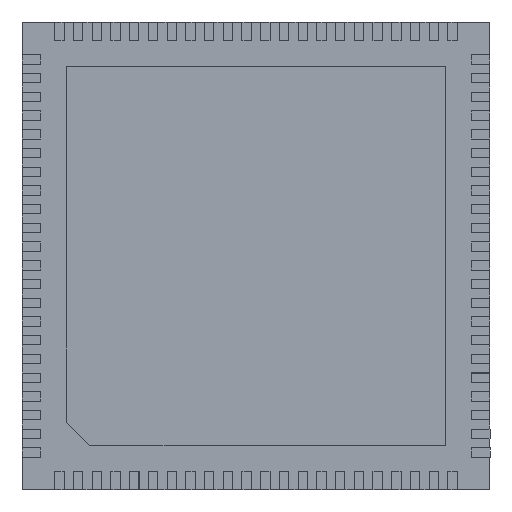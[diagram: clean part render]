
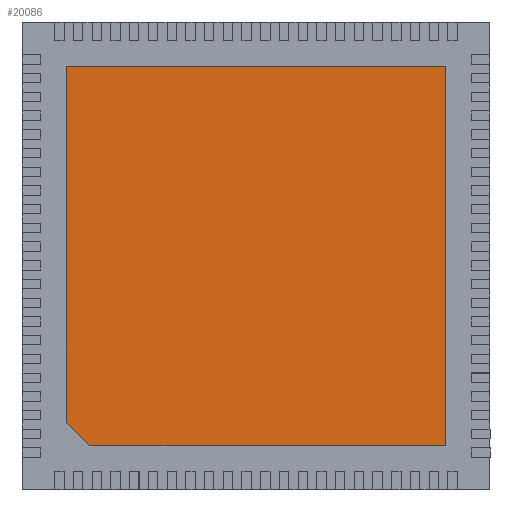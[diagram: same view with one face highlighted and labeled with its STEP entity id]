
A CAD part, front view. The second image highlights one B-rep face of the part: STEP entity #20086.
In plain terms, the highlighted planar face has unit normal (0, -1, 0).
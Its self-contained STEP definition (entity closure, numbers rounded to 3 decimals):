
#817=FACE_OUTER_BOUND('',#1991,.T.);
#1991=EDGE_LOOP('',(#12732,#12733,#12734,#12735,#12736));
#3168=LINE('',#26720,#5548);
#3172=LINE('',#26727,#5552);
#3175=LINE('',#26733,#5555);
#3178=LINE('',#26739,#5558);
#3180=LINE('',#26742,#5560);
#5548=VECTOR('',#22368,1000.);
#5552=VECTOR('',#22374,1000.);
#5555=VECTOR('',#22379,1000.);
#5558=VECTOR('',#22384,1000.);
#5560=VECTOR('',#22388,1000.);
#7928=VERTEX_POINT('',#26717);
#7929=VERTEX_POINT('',#26719);
#7931=VERTEX_POINT('',#26725);
#7933=VERTEX_POINT('',#26731);
#7935=VERTEX_POINT('',#26737);
#9844=EDGE_CURVE('',#7929,#7928,#3168,.T.);
#9848=EDGE_CURVE('',#7928,#7931,#3172,.T.);
#9851=EDGE_CURVE('',#7931,#7933,#3175,.T.);
#9854=EDGE_CURVE('',#7933,#7935,#3178,.T.);
#9856=EDGE_CURVE('',#7935,#7929,#3180,.T.);
#12732=ORIENTED_EDGE('',*,*,#9844,.T.);
#12733=ORIENTED_EDGE('',*,*,#9848,.T.);
#12734=ORIENTED_EDGE('',*,*,#9851,.T.);
#12735=ORIENTED_EDGE('',*,*,#9854,.T.);
#12736=ORIENTED_EDGE('',*,*,#9856,.T.);
#18457=PLANE('',#21383);
#20086=ADVANCED_FACE('',(#817),#18457,.T.);
#21383=AXIS2_PLACEMENT_3D('',#26743,#22389,#22390);
#22368=DIRECTION('',(0.,0.,1.));
#22374=DIRECTION('',(-1.,0.,0.));
#22379=DIRECTION('',(0.,0.,-1.));
#22384=DIRECTION('',(0.707,0.,-0.707));
#22388=DIRECTION('',(1.,0.,0.));
#22389=DIRECTION('center_axis',(0.,-1.,0.));
#22390=DIRECTION('ref_axis',(0.,0.,-1.));
#26717=CARTESIAN_POINT('',(4.05,-0.035,4.05));
#26719=CARTESIAN_POINT('',(4.05,-0.035,-4.05));
#26720=CARTESIAN_POINT('',(4.05,-0.035,4.05));
#26725=CARTESIAN_POINT('',(-4.05,-0.035,4.05));
#26727=CARTESIAN_POINT('',(-4.05,-0.035,4.05));
#26731=CARTESIAN_POINT('',(-4.05,-0.035,-3.55));
#26733=CARTESIAN_POINT('',(-4.05,-0.035,4.05));
#26737=CARTESIAN_POINT('',(-3.55,-0.035,-4.05));
#26739=CARTESIAN_POINT('',(-4.05,-0.035,-3.55));
#26742=CARTESIAN_POINT('',(-3.55,-0.035,-4.05));
#26743=CARTESIAN_POINT('Origin',(0.,-0.035,0.));
